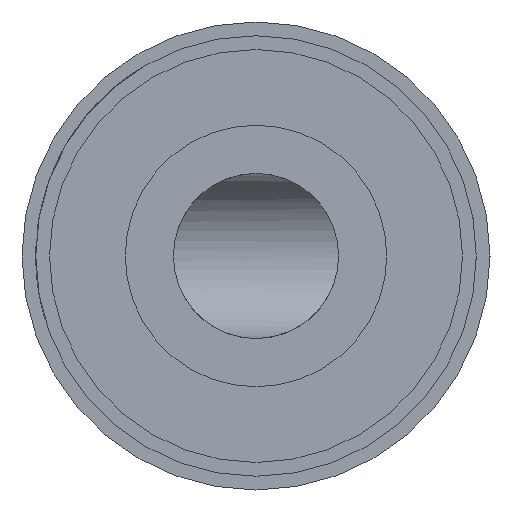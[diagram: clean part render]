
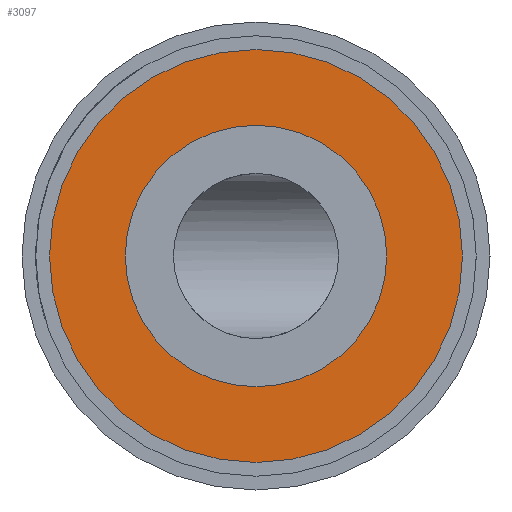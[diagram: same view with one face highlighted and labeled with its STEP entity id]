
A CAD part, left-side view. The second image highlights one B-rep face of the part: STEP entity #3097.
In plain terms, the highlighted planar face has unit normal (-1, 0, 0).
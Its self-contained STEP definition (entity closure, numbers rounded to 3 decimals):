
#234 = AXIS2_PLACEMENT_3D ( 'NONE', #1006, #464, #3635 ) ;
#289 = VERTEX_POINT ( 'NONE', #359 ) ;
#351 = AXIS2_PLACEMENT_3D ( 'NONE', #4261, #514, #3015 ) ;
#359 = CARTESIAN_POINT ( 'NONE',  ( 0., 0., 15. ) ) ;
#366 = DIRECTION ( 'NONE',  ( 1., 0., 0. ) ) ;
#464 = DIRECTION ( 'NONE',  ( -1., 0., 0. ) ) ;
#501 = CIRCLE ( 'NONE', #234, 15. ) ;
#511 = PLANE ( 'NONE',  #2447 ) ;
#514 = DIRECTION ( 'NONE',  ( 1., 0., 0. ) ) ;
#634 = DIRECTION ( 'NONE',  ( 1., 0., 0. ) ) ;
#1006 = CARTESIAN_POINT ( 'NONE',  ( 0., 0., 0. ) ) ;
#1029 = DIRECTION ( 'NONE',  ( 0., 0., 1. ) ) ;
#1074 = CARTESIAN_POINT ( 'NONE',  ( 0., 0., 9.5 ) ) ;
#1353 = EDGE_CURVE ( 'NONE', #1824, #7630, #6415, .T. ) ;
#1824 = VERTEX_POINT ( 'NONE', #1074 ) ;
#2064 = AXIS2_PLACEMENT_3D ( 'NONE', #3491, #7828, #1029 ) ;
#2447 = AXIS2_PLACEMENT_3D ( 'NONE', #6245, #634, #4344 ) ;
#2578 = CARTESIAN_POINT ( 'NONE',  ( 0., 0., -15. ) ) ;
#2590 = CIRCLE ( 'NONE', #2064, 15. ) ;
#3015 = DIRECTION ( 'NONE',  ( 0., 0., -1. ) ) ;
#3053 = CARTESIAN_POINT ( 'NONE',  ( 0., 0., -9.5 ) ) ;
#3097 = ADVANCED_FACE ( 'NONE', ( #5371, #4383 ), #511, .F. ) ;
#3236 = AXIS2_PLACEMENT_3D ( 'NONE', #6485, #366, #4814 ) ;
#3491 = CARTESIAN_POINT ( 'NONE',  ( 0., 0., 0. ) ) ;
#3625 = ORIENTED_EDGE ( 'NONE', *, *, #7514, .T. ) ;
#3635 = DIRECTION ( 'NONE',  ( 0., 0., 1. ) ) ;
#4018 = EDGE_CURVE ( 'NONE', #7630, #1824, #6803, .T. ) ;
#4261 = CARTESIAN_POINT ( 'NONE',  ( 0., 0., 0. ) ) ;
#4344 = DIRECTION ( 'NONE',  ( 0., 0., -1. ) ) ;
#4383 = FACE_OUTER_BOUND ( 'NONE', #5824, .T. ) ;
#4438 = EDGE_CURVE ( 'NONE', #289, #5501, #2590, .T. ) ;
#4814 = DIRECTION ( 'NONE',  ( 0., 0., -1. ) ) ;
#5371 = FACE_BOUND ( 'NONE', #6462, .T. ) ;
#5501 = VERTEX_POINT ( 'NONE', #2578 ) ;
#5824 = EDGE_LOOP ( 'NONE', ( #7221, #3625 ) ) ;
#6245 = CARTESIAN_POINT ( 'NONE',  ( 0., 0., 0. ) ) ;
#6286 = ORIENTED_EDGE ( 'NONE', *, *, #4018, .T. ) ;
#6415 = CIRCLE ( 'NONE', #351, 9.5 ) ;
#6462 = EDGE_LOOP ( 'NONE', ( #7479, #6286 ) ) ;
#6485 = CARTESIAN_POINT ( 'NONE',  ( 0., 0., 0. ) ) ;
#6803 = CIRCLE ( 'NONE', #3236, 9.5 ) ;
#7221 = ORIENTED_EDGE ( 'NONE', *, *, #4438, .T. ) ;
#7479 = ORIENTED_EDGE ( 'NONE', *, *, #1353, .T. ) ;
#7514 = EDGE_CURVE ( 'NONE', #5501, #289, #501, .T. ) ;
#7630 = VERTEX_POINT ( 'NONE', #3053 ) ;
#7828 = DIRECTION ( 'NONE',  ( -1., 0., 0. ) ) ;
